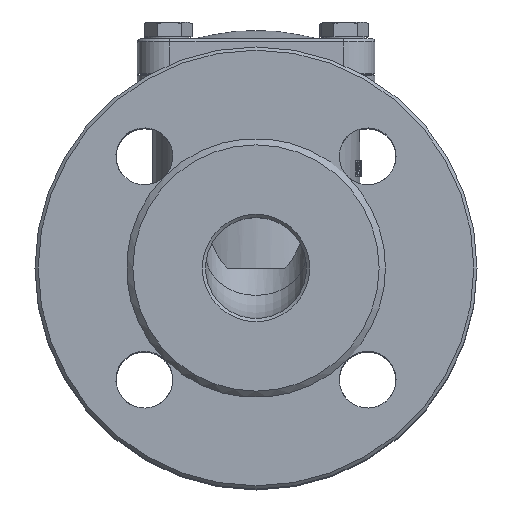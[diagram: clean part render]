
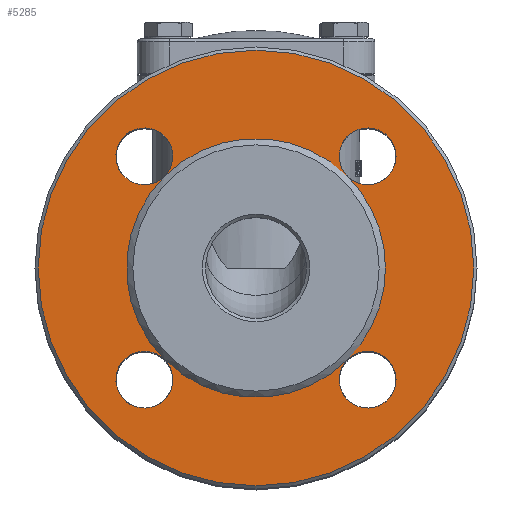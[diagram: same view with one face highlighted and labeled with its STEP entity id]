
A CAD part, top view. The second image highlights one B-rep face of the part: STEP entity #5285.
In plain terms, the highlighted planar face has unit normal (0, 0, 1).
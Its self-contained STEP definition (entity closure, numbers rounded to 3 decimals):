
#132=FACE_BOUND('',#1473,.T.);
#214=PLANE('',#5875);
#1142=FACE_OUTER_BOUND('',#1472,.T.);
#1472=EDGE_LOOP('',(#4498));
#1473=EDGE_LOOP('',(#4499,#4500,#4501,#4502,#4503,#4504,#4505,#4506,#4507,
#4508,#4509,#4510,#4511));
#1800=CIRCLE('',#5874,69.);
#1801=CIRCLE('',#5876,9.);
#1802=CIRCLE('',#5877,9.);
#1803=CIRCLE('',#5878,41.);
#1804=CIRCLE('',#5879,9.);
#1805=CIRCLE('',#5880,9.);
#1806=CIRCLE('',#5881,41.);
#1807=CIRCLE('',#5882,9.);
#1808=CIRCLE('',#5883,9.);
#1809=CIRCLE('',#5884,41.);
#1810=CIRCLE('',#5885,41.);
#1811=CIRCLE('',#5886,9.);
#1812=CIRCLE('',#5887,9.);
#1813=CIRCLE('',#5888,41.);
#2395=VERTEX_POINT('',#11649);
#2396=VERTEX_POINT('',#11653);
#2397=VERTEX_POINT('',#11654);
#2398=VERTEX_POINT('',#11657);
#2399=VERTEX_POINT('',#11659);
#2400=VERTEX_POINT('',#11662);
#2401=VERTEX_POINT('',#11664);
#2402=VERTEX_POINT('',#11667);
#2403=VERTEX_POINT('',#11669);
#2404=VERTEX_POINT('',#11671);
#3104=EDGE_CURVE('',#2395,#2395,#1800,.T.);
#3106=EDGE_CURVE('',#2396,#2397,#1801,.T.);
#3107=EDGE_CURVE('',#2397,#2396,#1802,.T.);
#3108=EDGE_CURVE('',#2398,#2396,#1803,.T.);
#3109=EDGE_CURVE('',#2398,#2399,#1804,.T.);
#3110=EDGE_CURVE('',#2399,#2398,#1805,.T.);
#3111=EDGE_CURVE('',#2400,#2398,#1806,.T.);
#3112=EDGE_CURVE('',#2400,#2401,#1807,.T.);
#3113=EDGE_CURVE('',#2401,#2400,#1808,.T.);
#3114=EDGE_CURVE('',#2402,#2400,#1809,.T.);
#3115=EDGE_CURVE('',#2403,#2402,#1810,.T.);
#3116=EDGE_CURVE('',#2403,#2404,#1811,.T.);
#3117=EDGE_CURVE('',#2404,#2403,#1812,.T.);
#3118=EDGE_CURVE('',#2396,#2403,#1813,.T.);
#4498=ORIENTED_EDGE('',*,*,#3104,.F.);
#4499=ORIENTED_EDGE('',*,*,#3106,.T.);
#4500=ORIENTED_EDGE('',*,*,#3107,.T.);
#4501=ORIENTED_EDGE('',*,*,#3108,.F.);
#4502=ORIENTED_EDGE('',*,*,#3109,.T.);
#4503=ORIENTED_EDGE('',*,*,#3110,.T.);
#4504=ORIENTED_EDGE('',*,*,#3111,.F.);
#4505=ORIENTED_EDGE('',*,*,#3112,.T.);
#4506=ORIENTED_EDGE('',*,*,#3113,.T.);
#4507=ORIENTED_EDGE('',*,*,#3114,.F.);
#4508=ORIENTED_EDGE('',*,*,#3115,.F.);
#4509=ORIENTED_EDGE('',*,*,#3116,.T.);
#4510=ORIENTED_EDGE('',*,*,#3117,.T.);
#4511=ORIENTED_EDGE('',*,*,#3118,.F.);
#5285=ADVANCED_FACE('',(#1142,#132),#214,.T.);
#5874=AXIS2_PLACEMENT_3D('',#11650,#7205,#7206);
#5875=AXIS2_PLACEMENT_3D('',#11652,#7208,#7209);
#5876=AXIS2_PLACEMENT_3D('',#11655,#7210,#7211);
#5877=AXIS2_PLACEMENT_3D('',#11656,#7212,#7213);
#5878=AXIS2_PLACEMENT_3D('',#11658,#7214,#7215);
#5879=AXIS2_PLACEMENT_3D('',#11660,#7216,#7217);
#5880=AXIS2_PLACEMENT_3D('',#11661,#7218,#7219);
#5881=AXIS2_PLACEMENT_3D('',#11663,#7220,#7221);
#5882=AXIS2_PLACEMENT_3D('',#11665,#7222,#7223);
#5883=AXIS2_PLACEMENT_3D('',#11666,#7224,#7225);
#5884=AXIS2_PLACEMENT_3D('',#11668,#7226,#7227);
#5885=AXIS2_PLACEMENT_3D('',#11670,#7228,#7229);
#5886=AXIS2_PLACEMENT_3D('',#11672,#7230,#7231);
#5887=AXIS2_PLACEMENT_3D('',#11673,#7232,#7233);
#5888=AXIS2_PLACEMENT_3D('',#11674,#7234,#7235);
#7205=DIRECTION('center_axis',(0.,0.,-1.));
#7206=DIRECTION('ref_axis',(-1.,0.,0.));
#7208=DIRECTION('center_axis',(0.,0.,1.));
#7209=DIRECTION('ref_axis',(1.,0.,0.));
#7210=DIRECTION('center_axis',(0.,0.,-1.));
#7211=DIRECTION('ref_axis',(-1.,0.,0.));
#7212=DIRECTION('center_axis',(0.,0.,-1.));
#7213=DIRECTION('ref_axis',(-1.,0.,0.));
#7214=DIRECTION('center_axis',(0.,0.,1.));
#7215=DIRECTION('ref_axis',(-1.,0.,0.));
#7216=DIRECTION('center_axis',(0.,0.,-1.));
#7217=DIRECTION('ref_axis',(-1.,0.,0.));
#7218=DIRECTION('center_axis',(0.,0.,-1.));
#7219=DIRECTION('ref_axis',(-1.,0.,0.));
#7220=DIRECTION('center_axis',(0.,0.,1.));
#7221=DIRECTION('ref_axis',(-1.,0.,0.));
#7222=DIRECTION('center_axis',(0.,0.,-1.));
#7223=DIRECTION('ref_axis',(-1.,0.,0.));
#7224=DIRECTION('center_axis',(0.,0.,-1.));
#7225=DIRECTION('ref_axis',(-1.,0.,0.));
#7226=DIRECTION('center_axis',(0.,0.,1.));
#7227=DIRECTION('ref_axis',(-1.,0.,0.));
#7228=DIRECTION('center_axis',(0.,0.,1.));
#7229=DIRECTION('ref_axis',(-1.,0.,0.));
#7230=DIRECTION('center_axis',(0.,0.,-1.));
#7231=DIRECTION('ref_axis',(-1.,0.,0.));
#7232=DIRECTION('center_axis',(0.,0.,-1.));
#7233=DIRECTION('ref_axis',(-1.,0.,0.));
#7234=DIRECTION('center_axis',(0.,0.,1.));
#7235=DIRECTION('ref_axis',(-1.,0.,0.));
#11649=CARTESIAN_POINT('',(69.,0.,18.5));
#11650=CARTESIAN_POINT('Origin',(0.,0.,18.5));
#11652=CARTESIAN_POINT('Origin',(0.,0.,18.5));
#11653=CARTESIAN_POINT('',(-28.991,-28.991,18.5));
#11654=CARTESIAN_POINT('',(-26.355,-35.355,18.5));
#11655=CARTESIAN_POINT('Origin',(-35.355,-35.355,18.5));
#11656=CARTESIAN_POINT('Origin',(-35.355,-35.355,18.5));
#11657=CARTESIAN_POINT('',(-28.991,28.991,18.5));
#11658=CARTESIAN_POINT('Origin',(0.,0.,18.5));
#11659=CARTESIAN_POINT('',(-26.355,35.355,18.5));
#11660=CARTESIAN_POINT('Origin',(-35.355,35.355,18.5));
#11661=CARTESIAN_POINT('Origin',(-35.355,35.355,18.5));
#11662=CARTESIAN_POINT('',(28.991,28.991,18.5));
#11663=CARTESIAN_POINT('Origin',(0.,0.,18.5));
#11664=CARTESIAN_POINT('',(44.355,35.355,18.5));
#11665=CARTESIAN_POINT('Origin',(35.355,35.355,18.5));
#11666=CARTESIAN_POINT('Origin',(35.355,35.355,18.5));
#11667=CARTESIAN_POINT('',(41.,0.,18.5));
#11668=CARTESIAN_POINT('Origin',(0.,0.,18.5));
#11669=CARTESIAN_POINT('',(28.991,-28.991,18.5));
#11670=CARTESIAN_POINT('Origin',(0.,0.,18.5));
#11671=CARTESIAN_POINT('',(44.355,-35.355,18.5));
#11672=CARTESIAN_POINT('Origin',(35.355,-35.355,18.5));
#11673=CARTESIAN_POINT('Origin',(35.355,-35.355,18.5));
#11674=CARTESIAN_POINT('Origin',(0.,0.,18.5));
